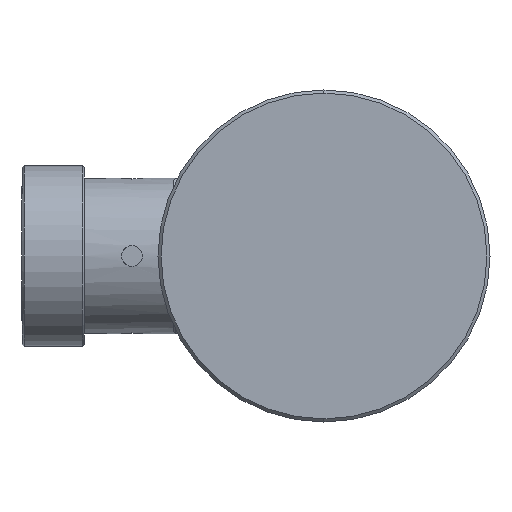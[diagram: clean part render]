
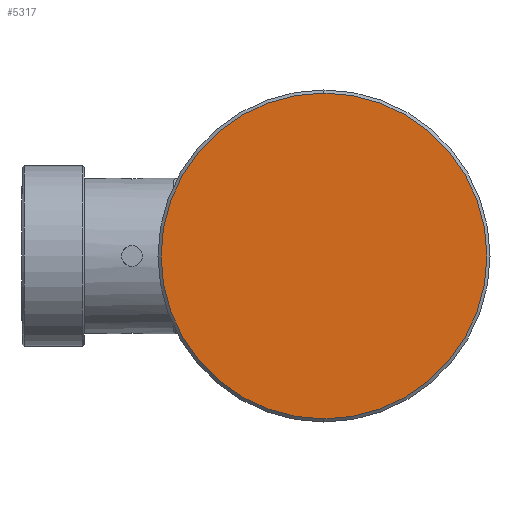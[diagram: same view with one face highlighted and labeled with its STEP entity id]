
A CAD part, left-side view. The second image highlights one B-rep face of the part: STEP entity #5317.
In plain terms, the highlighted planar face has unit normal (-1, 0, 0).
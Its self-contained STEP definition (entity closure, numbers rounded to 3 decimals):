
#97 = ORIENTED_EDGE ( 'NONE', *, *, #4510, .T. ) ;
#111 = VERTEX_POINT ( 'NONE', #3167 ) ;
#293 = DIRECTION ( 'NONE',  ( 0., 0., -1. ) ) ;
#838 = VERTEX_POINT ( 'NONE', #1299 ) ;
#889 = FACE_OUTER_BOUND ( 'NONE', #4782, .T. ) ;
#1036 = AXIS2_PLACEMENT_3D ( 'NONE', #1422, #4836, #4808 ) ;
#1037 = CARTESIAN_POINT ( 'NONE',  ( -4.15, 0., 0. ) ) ;
#1299 = CARTESIAN_POINT ( 'NONE',  ( -4.15, 0., -15.7 ) ) ;
#1351 = CIRCLE ( 'NONE', #1036, 15.7 ) ;
#1422 = CARTESIAN_POINT ( 'NONE',  ( -4.15, 0., 0. ) ) ;
#1541 = DIRECTION ( 'NONE',  ( -1., 0., 0. ) ) ;
#2957 = DIRECTION ( 'NONE',  ( 0., 0., -1. ) ) ;
#3167 = CARTESIAN_POINT ( 'NONE',  ( -4.15, 0., 15.7 ) ) ;
#3204 = CARTESIAN_POINT ( 'NONE',  ( -4.15, 0., 0. ) ) ;
#3628 = PLANE ( 'NONE',  #4578 ) ;
#4132 = DIRECTION ( 'NONE',  ( 1., 0., 0. ) ) ;
#4421 = AXIS2_PLACEMENT_3D ( 'NONE', #1037, #1541, #2957 ) ;
#4510 = EDGE_CURVE ( '����4', #838, #111, #5821, .T. ) ;
#4578 = AXIS2_PLACEMENT_3D ( 'NONE', #3204, #4132, #293 ) ;
#4782 = EDGE_LOOP ( 'NONE', ( #97, #6287 ) ) ;
#4808 = DIRECTION ( 'NONE',  ( 0., 0., -1. ) ) ;
#4836 = DIRECTION ( 'NONE',  ( -1., 0., 0. ) ) ;
#5010 = EDGE_CURVE ( '����4', #111, #838, #1351, .T. ) ;
#5317 = ADVANCED_FACE ( '��5', ( #889 ), #3628, .F. ) ;
#5821 = CIRCLE ( 'NONE', #4421, 15.7 ) ;
#6287 = ORIENTED_EDGE ( 'NONE', *, *, #5010, .T. ) ;
